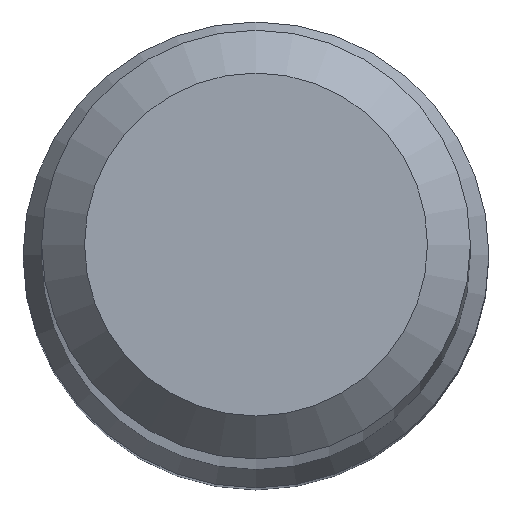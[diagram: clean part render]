
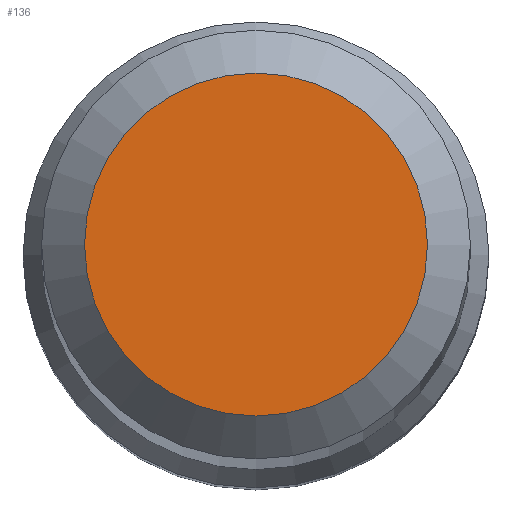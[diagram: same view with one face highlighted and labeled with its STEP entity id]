
A CAD part, top view. The second image highlights one B-rep face of the part: STEP entity #136.
In plain terms, the highlighted planar face has unit normal (0, 0, 1).
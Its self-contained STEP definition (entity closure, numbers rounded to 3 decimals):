
#1 = ORIENTED_EDGE ( 'NONE', *, *, #28, .F. ) ;
#28 = EDGE_CURVE ( 'NONE', #39, #39, #31, .T. ) ;
#31 = CIRCLE ( 'NONE', #231, 2.4 ) ;
#39 = VERTEX_POINT ( 'NONE', #79 ) ;
#46 = CARTESIAN_POINT ( 'NONE',  ( 0., 0., 101. ) ) ;
#79 = CARTESIAN_POINT ( 'NONE',  ( 0., 2.4, 101. ) ) ;
#81 = AXIS2_PLACEMENT_3D ( 'NONE', #46, #179, #184 ) ;
#99 = CARTESIAN_POINT ( 'NONE',  ( 0., 0., 101. ) ) ;
#103 = PLANE ( 'NONE',  #81 ) ;
#136 = ADVANCED_FACE ( 'NONE', ( #234 ), #103, .T. ) ;
#153 = DIRECTION ( 'NONE',  ( 0., 0., -1. ) ) ;
#179 = DIRECTION ( 'NONE',  ( 0., 0., 1. ) ) ;
#184 = DIRECTION ( 'NONE',  ( 0., -1., 0. ) ) ;
#228 = EDGE_LOOP ( 'NONE', ( #1 ) ) ;
#231 = AXIS2_PLACEMENT_3D ( 'NONE', #99, #153, #236 ) ;
#234 = FACE_OUTER_BOUND ( 'NONE', #228, .T. ) ;
#236 = DIRECTION ( 'NONE',  ( 0., 1., 0. ) ) ;
